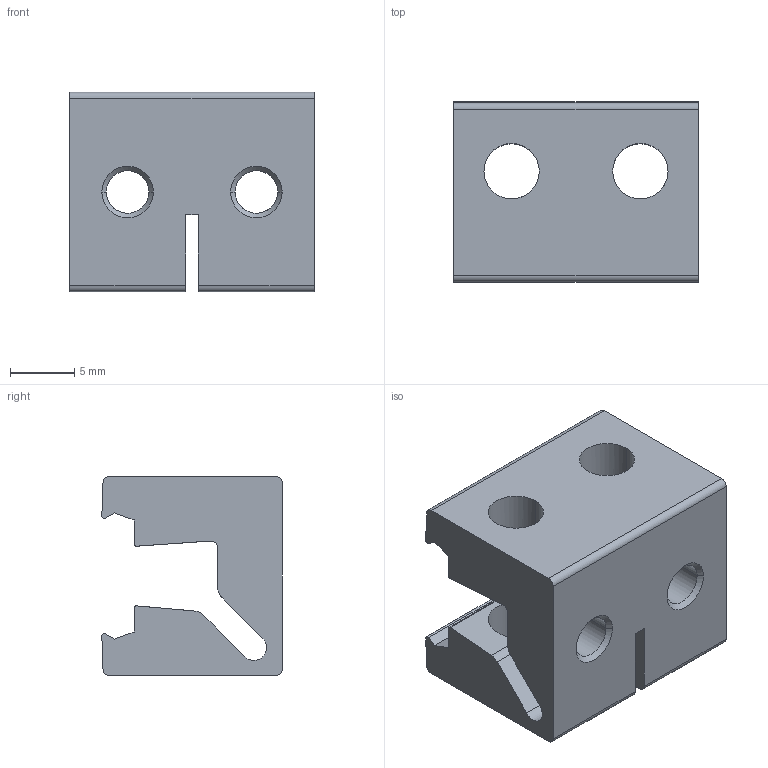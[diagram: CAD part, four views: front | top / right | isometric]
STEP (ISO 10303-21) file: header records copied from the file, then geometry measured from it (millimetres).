
FILE_DESCRIPTION((''),'2;1');
FILE_NAME('DBCAD6129_OMH_K03_04AW45','2018-10-17T',('cmozuch'),(''),'PRO/ENGINEER BY PARAMETRIC TECHNOLOGY CORPORATION, 2015440','PRO/ENGINEER BY PARAMETRIC TECHNOLOGY CORPORATION, 2015440','');
FILE_SCHEMA(('CONFIG_CONTROL_DESIGN'));
Length unit declared in the file: millimetre
Products named in the file (1): DBCAD6129_OMH_K03_04AW45
Bounding box: 19 x 14 x 15.5 mm (x, y, z)
Surface area: 2256.2 mm2 (no closed solid volume)
Topology: 0 solids, 1 shells, 64 faces, 194 edges, 128 vertices
Faces by surface type: cylinder 32, plane 28, cone 4
Entity records: 2842 total; most frequent: CARTESIAN_POINT 533, ORIENTED_EDGE 388, DIRECTION 362, EDGE_CURVE 194, VERTEX_POINT 128, AXIS2_PLACEMENT_3D 122, VECTOR 118, LINE 118
